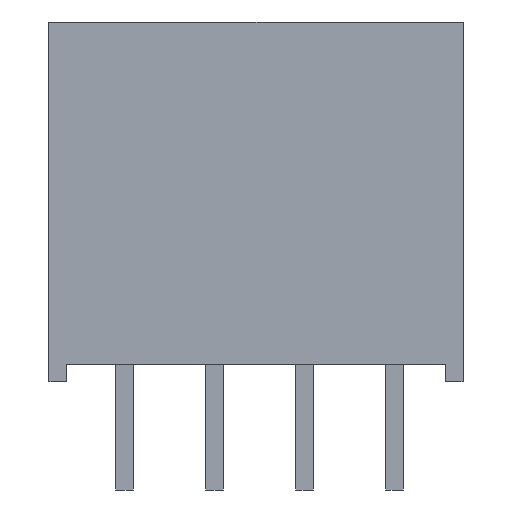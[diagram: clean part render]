
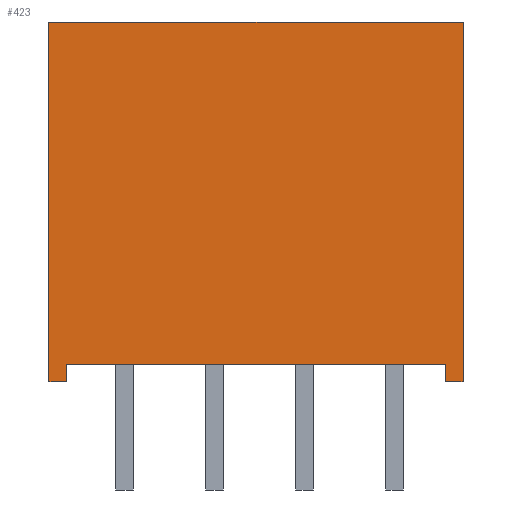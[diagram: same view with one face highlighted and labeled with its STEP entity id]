
A CAD part, front view. The second image highlights one B-rep face of the part: STEP entity #423.
In plain terms, the highlighted planar face has unit normal (0, -1, 0).
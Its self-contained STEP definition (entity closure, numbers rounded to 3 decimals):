
#1=DIRECTION('',(0.,0.,1.));
#2=VECTOR('',#1,10.15);
#3=CARTESIAN_POINT('',(-34.916,-35.551,10.779));
#4=LINE('',#3,#2);
#5=DIRECTION('',(-1.,0.,0.));
#6=VECTOR('',#5,0.5);
#7=CARTESIAN_POINT('',(-34.916,-35.551,10.779));
#8=LINE('',#7,#6);
#21=DIRECTION('',(1.,0.,0.));
#22=VECTOR('',#21,11.68);
#23=CARTESIAN_POINT('',(-46.596,-35.551,20.929));
#24=LINE('',#23,#22);
#33=DIRECTION('',(0.,0.,1.));
#34=VECTOR('',#33,10.15);
#35=CARTESIAN_POINT('',(-46.596,-35.551,10.779));
#36=LINE('',#35,#34);
#45=DIRECTION('',(-1.,0.,0.));
#46=VECTOR('',#45,0.5);
#47=CARTESIAN_POINT('',(-46.096,-35.551,10.779));
#48=LINE('',#47,#46);
#57=DIRECTION('',(0.,0.,-1.));
#58=VECTOR('',#57,0.5);
#59=CARTESIAN_POINT('',(-46.096,-35.551,11.279));
#60=LINE('',#59,#58);
#69=DIRECTION('',(-1.,0.,0.));
#70=VECTOR('',#69,10.68);
#71=CARTESIAN_POINT('',(-35.416,-35.551,11.279));
#72=LINE('',#71,#70);
#145=DIRECTION('',(0.,0.,1.));
#146=VECTOR('',#145,0.5);
#147=CARTESIAN_POINT('',(-35.416,-35.551,10.779));
#148=LINE('',#147,#146);
#321=CARTESIAN_POINT('',(-34.916,-35.551,10.779));
#322=CARTESIAN_POINT('',(-34.916,-35.551,20.929));
#323=VERTEX_POINT('',#321);
#324=VERTEX_POINT('',#322);
#329=CARTESIAN_POINT('',(-35.416,-35.551,10.779));
#330=VERTEX_POINT('',#329);
#331=CARTESIAN_POINT('',(-35.416,-35.551,11.279));
#332=VERTEX_POINT('',#331);
#333=CARTESIAN_POINT('',(-46.096,-35.551,11.279));
#334=VERTEX_POINT('',#333);
#335=CARTESIAN_POINT('',(-46.096,-35.551,10.779));
#336=VERTEX_POINT('',#335);
#337=CARTESIAN_POINT('',(-46.596,-35.551,10.779));
#338=VERTEX_POINT('',#337);
#339=CARTESIAN_POINT('',(-46.596,-35.551,20.929));
#340=VERTEX_POINT('',#339);
#401=CARTESIAN_POINT('',(-40.756,-35.551,15.854));
#402=DIRECTION('',(0.,1.,0.));
#403=DIRECTION('',(1.,0.,0.));
#404=AXIS2_PLACEMENT_3D('',#401,#402,#403);
#405=PLANE('',#404);
#406=ORIENTED_EDGE('',*,*,#390,.F.);
#408=ORIENTED_EDGE('',*,*,#407,.T.);
#410=ORIENTED_EDGE('',*,*,#409,.T.);
#412=ORIENTED_EDGE('',*,*,#411,.T.);
#414=ORIENTED_EDGE('',*,*,#413,.T.);
#416=ORIENTED_EDGE('',*,*,#415,.T.);
#418=ORIENTED_EDGE('',*,*,#417,.T.);
#420=ORIENTED_EDGE('',*,*,#419,.T.);
#421=EDGE_LOOP('',(#406,#408,#410,#412,#414,#416,#418,#420));
#422=FACE_OUTER_BOUND('',#421,.F.);
#423=ADVANCED_FACE('',(#422),#405,.F.);
#390=EDGE_CURVE('',#323,#324,#4,.T.);
#407=EDGE_CURVE('',#323,#330,#8,.T.);
#409=EDGE_CURVE('',#330,#332,#148,.T.);
#411=EDGE_CURVE('',#332,#334,#72,.T.);
#413=EDGE_CURVE('',#334,#336,#60,.T.);
#415=EDGE_CURVE('',#336,#338,#48,.T.);
#417=EDGE_CURVE('',#338,#340,#36,.T.);
#419=EDGE_CURVE('',#340,#324,#24,.T.);
